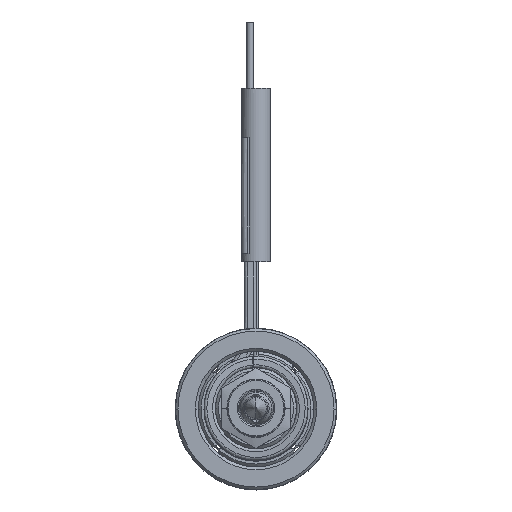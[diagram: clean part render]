
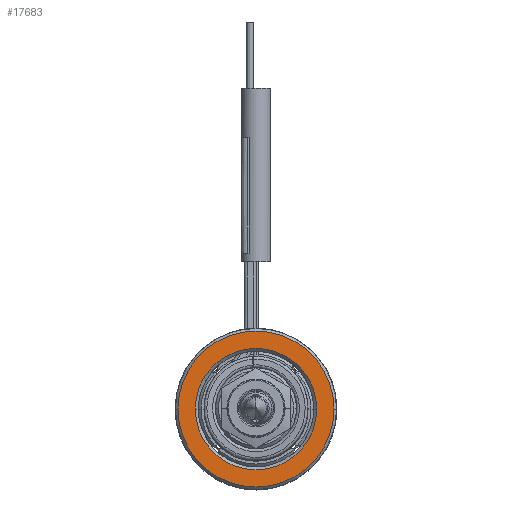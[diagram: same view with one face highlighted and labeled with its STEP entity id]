
A CAD part, top view. The second image highlights one B-rep face of the part: STEP entity #17683.
In plain terms, the highlighted planar face has unit normal (0, 0, 1).
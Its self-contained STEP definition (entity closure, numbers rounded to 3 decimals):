
#6095=CARTESIAN_POINT('',(0.,0.,22.));
#6096=DIRECTION('',(0.,0.,-1.));
#6097=DIRECTION('',(-1.,0.,0.));
#6098=AXIS2_PLACEMENT_3D('',#6095,#6096,#6097);
#6109=CARTESIAN_POINT('',(0.,0.,
22.));
#6110=DIRECTION('',(0.,0.,-1.));
#6111=DIRECTION('',(1.,0.,0.));
#6112=AXIS2_PLACEMENT_3D('',#6109,#6110,#6111);
#6123=CARTESIAN_POINT('',(0.,0.,
22.));
#6124=DIRECTION('',(0.,0.,-1.));
#6125=DIRECTION('',(1.,0.,0.));
#6126=AXIS2_PLACEMENT_3D('',#6123,#6124,#6125);
#6137=CARTESIAN_POINT('',(0.,0.,
22.));
#6138=DIRECTION('',(0.,0.,-1.));
#6139=DIRECTION('',(-1.,0.,0.));
#6140=AXIS2_PLACEMENT_3D('',#6137,#6138,#6139);
#7332=CARTESIAN_POINT('',(13.5,0.,22.));
#7333=CARTESIAN_POINT('',(-13.5,0.,22.));
#7334=VERTEX_POINT('',#7332);
#7335=VERTEX_POINT('',#7333);
#7336=CARTESIAN_POINT('',(10.5,0.,22.));
#7337=CARTESIAN_POINT('',(-10.5,0.,22.));
#7338=VERTEX_POINT('',#7336);
#7339=VERTEX_POINT('',#7337);
#17668=CARTESIAN_POINT('',(0.,0.,22.));
#17669=DIRECTION('',(0.,0.,1.));
#17670=DIRECTION('',(-1.,0.,0.));
#17671=AXIS2_PLACEMENT_3D('',#17668,#17669,#17670);
#17672=PLANE('',#17671);
#17673=ORIENTED_EDGE('',*,*,#17650,.T.);
#17674=ORIENTED_EDGE('',*,*,#17635,.T.);
#17675=EDGE_LOOP('',(#17673,#17674));
#17676=FACE_OUTER_BOUND('',#17675,.F.);
#17678=ORIENTED_EDGE('',*,*,#17677,.F.);
#17680=ORIENTED_EDGE('',*,*,#17679,.F.);
#17681=EDGE_LOOP('',(#17678,#17680));
#17682=FACE_BOUND('',#17681,.F.);
#6099=CIRCLE('',#6098,13.5);
#6113=CIRCLE('',#6112,13.5);
#6127=CIRCLE('',#6126,10.5);
#6141=CIRCLE('',#6140,10.5);
#17635=EDGE_CURVE('',#7335,#7334,#6099,.T.);
#17650=EDGE_CURVE('',#7334,#7335,#6113,.T.);
#17677=EDGE_CURVE('',#7338,#7339,#6127,.T.);
#17679=EDGE_CURVE('',#7339,#7338,#6141,.T.);
#17683=ADVANCED_FACE('',(#17676,#17682),#17672,.T.);
